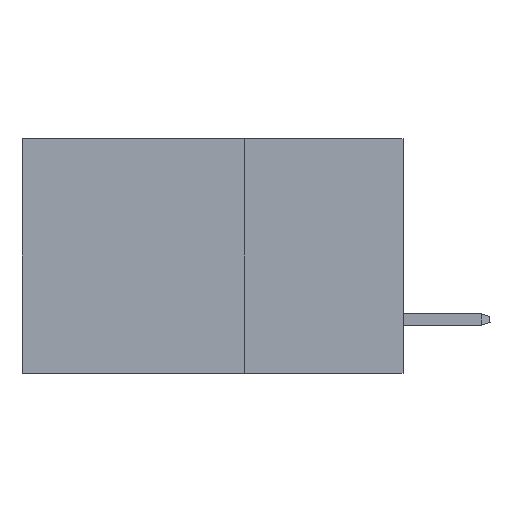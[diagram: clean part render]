
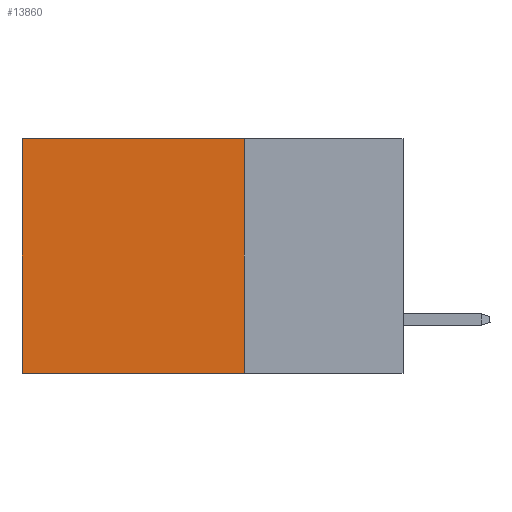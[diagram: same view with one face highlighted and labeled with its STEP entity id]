
A CAD part, left-side view. The second image highlights one B-rep face of the part: STEP entity #13860.
In plain terms, the highlighted planar face has unit normal (-1, 0, 0).
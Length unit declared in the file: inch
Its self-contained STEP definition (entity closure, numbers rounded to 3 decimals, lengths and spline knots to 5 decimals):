
#524 = ORIENTED_EDGE ( 'NONE', *, *, #24743, .F. ) ;
#1492 = FACE_OUTER_BOUND ( 'NONE', #9664, .T. ) ;
#2285 = CARTESIAN_POINT ( 'NONE',  ( 0.2875, 0.25, 0. ) ) ;
#2892 = AXIS2_PLACEMENT_3D ( 'NONE', #7556, #25071, #5119 ) ;
#4126 = VERTEX_POINT ( 'NONE', #23741 ) ;
#4952 = VERTEX_POINT ( 'NONE', #9758 ) ;
#5105 = CARTESIAN_POINT ( 'NONE',  ( 0.2875, 0.25, -0.37 ) ) ;
#5119 = DIRECTION ( 'NONE',  ( 0., 0., -1. ) ) ;
#5582 = ORIENTED_EDGE ( 'NONE', *, *, #18964, .F. ) ;
#6023 = EDGE_CURVE ( 'NONE', #4126, #22453, #8016, .T. ) ;
#7556 = CARTESIAN_POINT ( 'NONE',  ( 0.2875, 0.25, 0. ) ) ;
#7889 = VERTEX_POINT ( 'NONE', #21995 ) ;
#7975 = LINE ( 'NONE', #2285, #23693 ) ;
#8016 = LINE ( 'NONE', #17515, #20753 ) ;
#9090 = DIRECTION ( 'NONE',  ( 0., 1., 0. ) ) ;
#9344 = VECTOR ( 'NONE', #20065, 39.37008 ) ;
#9397 = VECTOR ( 'NONE', #9090, 39.37008 ) ;
#9600 = CARTESIAN_POINT ( 'NONE',  ( 0.2875, 0.6, -0.37 ) ) ;
#9664 = EDGE_LOOP ( 'NONE', ( #19488, #5582, #524, #21450 ) ) ;
#9758 = CARTESIAN_POINT ( 'NONE',  ( 0.2875, 0.25, -0.37 ) ) ;
#10149 = DIRECTION ( 'NONE',  ( 0., 1., 0. ) ) ;
#10540 = LINE ( 'NONE', #18377, #9344 ) ;
#13860 = ADVANCED_FACE ( 'NONE', ( #1492 ), #17306, .F. ) ;
#16785 = LINE ( 'NONE', #5105, #9397 ) ;
#17096 = EDGE_CURVE ( 'NONE', #7889, #4126, #7975, .T. ) ;
#17306 = PLANE ( 'NONE',  #2892 ) ;
#17515 = CARTESIAN_POINT ( 'NONE',  ( 0.2875, 0.6, 0. ) ) ;
#18377 = CARTESIAN_POINT ( 'NONE',  ( 0.2875, 0.25, 0. ) ) ;
#18964 = EDGE_CURVE ( 'NONE', #4952, #22453, #16785, .T. ) ;
#19488 = ORIENTED_EDGE ( 'NONE', *, *, #6023, .T. ) ;
#20065 = DIRECTION ( 'NONE',  ( 0., 0., -1. ) ) ;
#20753 = VECTOR ( 'NONE', #25411, 39.37008 ) ;
#21450 = ORIENTED_EDGE ( 'NONE', *, *, #17096, .T. ) ;
#21995 = CARTESIAN_POINT ( 'NONE',  ( 0.2875, 0.25, 0. ) ) ;
#22453 = VERTEX_POINT ( 'NONE', #9600 ) ;
#23693 = VECTOR ( 'NONE', #10149, 39.37008 ) ;
#23741 = CARTESIAN_POINT ( 'NONE',  ( 0.2875, 0.6, 0. ) ) ;
#24743 = EDGE_CURVE ( 'NONE', #7889, #4952, #10540, .T. ) ;
#25071 = DIRECTION ( 'NONE',  ( 1., 0., 0. ) ) ;
#25411 = DIRECTION ( 'NONE',  ( 0., 0., -1. ) ) ;
